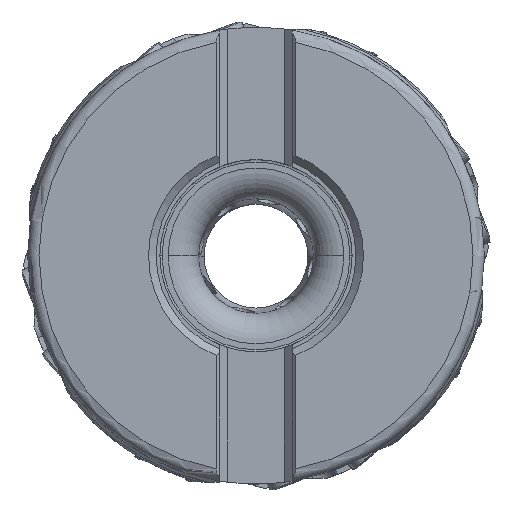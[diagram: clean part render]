
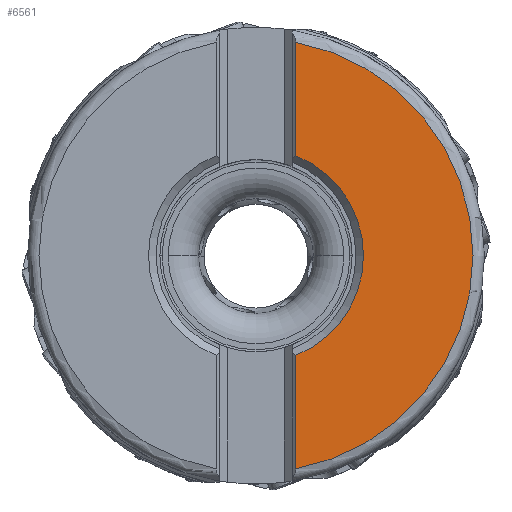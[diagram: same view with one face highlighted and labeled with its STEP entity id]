
A CAD part, top view. The second image highlights one B-rep face of the part: STEP entity #6561.
In plain terms, the highlighted planar face has unit normal (0, 0, 1).
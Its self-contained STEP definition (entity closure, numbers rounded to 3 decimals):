
#1313=PLANE('',#35502);
#3106=LINE('',#67345,#4866);
#3107=LINE('',#67349,#4867);
#4866=VECTOR('',#43149,1.);
#4867=VECTOR('',#43154,1.);
#6561=ADVANCED_FACE('',(#9151),#1313,.T.);
#9151=FACE_OUTER_BOUND('',#11053,.T.);
#11053=EDGE_LOOP('',(#20138,#20139,#20140,#20141));
#20138=ORIENTED_EDGE('',*,*,#29723,.F.);
#20139=ORIENTED_EDGE('',*,*,#29724,.T.);
#20140=ORIENTED_EDGE('',*,*,#29718,.F.);
#20141=ORIENTED_EDGE('',*,*,#29722,.T.);
#25246=VERTEX_POINT('',#67315);
#25247=VERTEX_POINT('',#67316);
#25248=VERTEX_POINT('',#67344);
#25249=VERTEX_POINT('',#67348);
#29718=EDGE_CURVE('',#25246,#25247,#31881,.T.);
#29722=EDGE_CURVE('',#25246,#25248,#3106,.T.);
#29723=EDGE_CURVE('',#25249,#25248,#31882,.T.);
#29724=EDGE_CURVE('',#25249,#25247,#3107,.T.);
#31881=CIRCLE('',#35498,28.663);
#31882=CIRCLE('',#35501,14.2);
#35498=AXIS2_PLACEMENT_3D('',#67314,#43145,#43146);
#35501=AXIS2_PLACEMENT_3D('',#67347,#43152,#43153);
#35502=AXIS2_PLACEMENT_3D('',#67350,#43155,#43156);
#43145=DIRECTION('',(0.,0.,-1.));
#43146=DIRECTION('',(0.184,0.983,0.));
#43149=DIRECTION('',(0.,-1.,0.));
#43152=DIRECTION('',(0.,0.,1.));
#43153=DIRECTION('',(0.371,-0.929,0.));
#43154=DIRECTION('',(0.,-1.,0.));
#43155=DIRECTION('',(0.,0.,1.));
#43156=DIRECTION('',(-1.,0.,0.));
#67314=CARTESIAN_POINT('',(0.,0.,0.));
#67315=CARTESIAN_POINT('',(5.263,28.175,0.));
#67316=CARTESIAN_POINT('',(5.263,-28.175,0.));
#67344=CARTESIAN_POINT('',(5.263,13.189,0.));
#67345=CARTESIAN_POINT('',(5.263,28.175,0.));
#67347=CARTESIAN_POINT('',(0.,0.,0.));
#67348=CARTESIAN_POINT('',(5.263,-13.189,0.));
#67349=CARTESIAN_POINT('',(5.263,-13.189,0.));
#67350=CARTESIAN_POINT('',(16.962,0.,0.));
